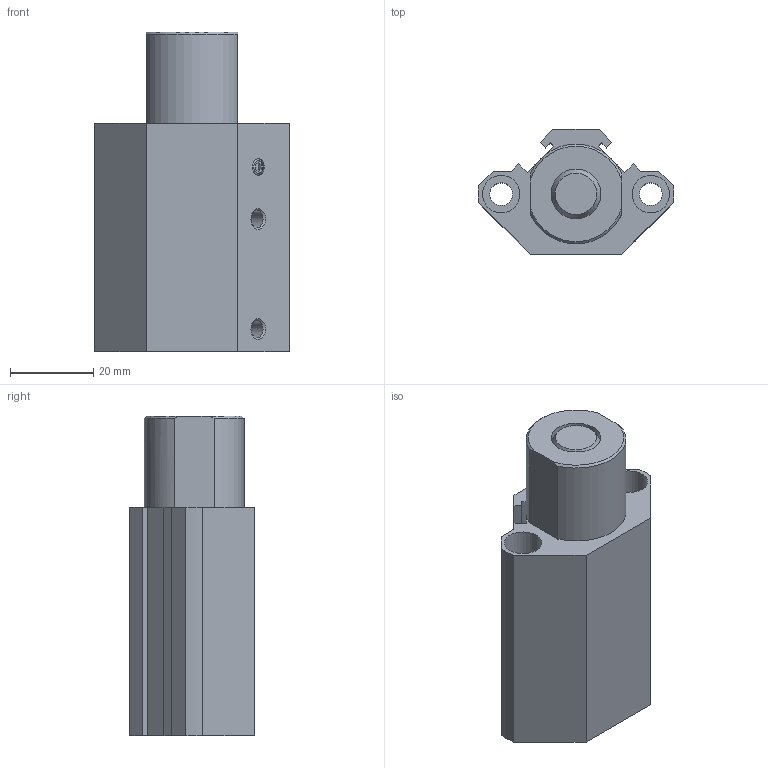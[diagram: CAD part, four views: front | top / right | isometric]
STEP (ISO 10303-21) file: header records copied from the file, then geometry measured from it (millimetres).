
FILE_DESCRIPTION( ( 'STEP AP203' ), '1' );
FILE_NAME( 'MSBS-20-10(0).stp', '2020-06-11T11:09:01', ( 'License CC BY-ND 4.0' ), ( 'CADENAS' ), ' ', 'PARTsolutions', ' ' );
FILE_SCHEMA( ( 'CONFIG_CONTROL_DESIGN' ) );
Length unit declared in the file: millimetre
Products named in the file (3): MSBS-20-10(0); _MSBS-20-10_(0_b); _MSBS-20-10_(0_r)
Assembly tree (2 placements, depth 2):
  MSBS-20-10(0)
    _MSBS-20-10_(0_b)
    _MSBS-20-10_(0_r)
Bounding box: 46.98 x 30 x 77 mm (x, y, z)
Volume: 55071.2 mm3; surface area: 21068.2 mm2
Topology: 2 solids, 2 shells, 72 faces, 168 edges, 109 vertices
Faces by surface type: plane 47, cylinder 17, cone 7, torus 1
Full cylindrical faces by diameter (mm): 4 x1, 4.134 x2, 5.5 x2, 9 x4, 12 x2, 20 x2
Entity records: 2050 total; most frequent: CARTESIAN_POINT 341, DIRECTION 336, ORIENTED_EDGE 292, EDGE_CURVE 146, AXIS2_PLACEMENT_3D 119, VERTEX_POINT 108, EDGE_LOOP 104, LINE 98
